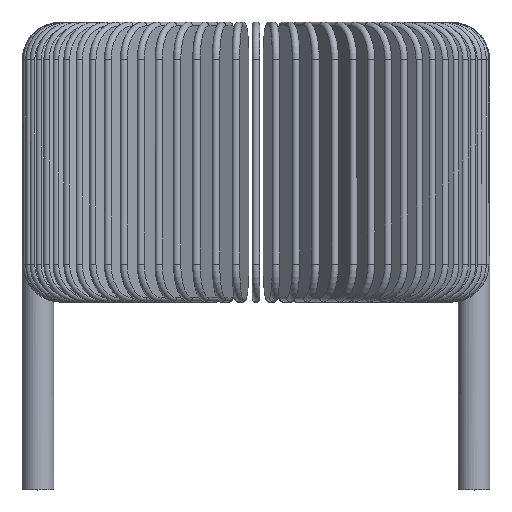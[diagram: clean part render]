
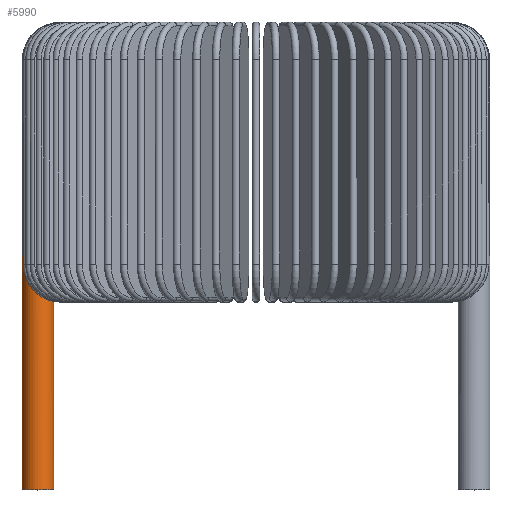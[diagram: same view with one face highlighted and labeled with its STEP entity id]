
A CAD part, top view. The second image highlights one B-rep face of the part: STEP entity #5990.
In plain terms, the highlighted cylindrical face has radius 0.533 mm (diameter 1.067 mm), a partial arc.
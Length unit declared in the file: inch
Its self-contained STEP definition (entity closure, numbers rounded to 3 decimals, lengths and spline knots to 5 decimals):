
#5126=CARTESIAN_POINT('',(-0.29,0.062,0.));
#5127=DIRECTION('',(0.,1.,0.));
#5128=DIRECTION('',(0.344,0.,0.939));
#5129=AXIS2_PLACEMENT_3D('',#5126,#5127,#5128);
#5131=CARTESIAN_POINT('',(-0.29,0.062,0.));
#5132=DIRECTION('',(0.,1.,0.));
#5133=DIRECTION('',(-1.,0.,0.));
#5134=AXIS2_PLACEMENT_3D('',#5131,#5132,#5133);
#5189=DIRECTION('',(0.,-1.,0.));
#5190=VECTOR('',#5189,0.25064);
#5191=CARTESIAN_POINT('',(-0.269,0.00064,0.));
#5192=LINE('',#5191,#5190);
#5298=DIRECTION('',(0.,-1.,0.));
#5299=VECTOR('',#5298,0.312);
#5300=CARTESIAN_POINT('',(-0.311,0.062,0.));
#5301=LINE('',#5300,#5299);
#5342=DIRECTION('',(0.,1.,0.));
#5343=VECTOR('',#5342,0.05617);
#5344=CARTESIAN_POINT('',(-0.2696,0.00583,0.005));
#5345=LINE('',#5344,#5343);
#5392=CARTESIAN_POINT('',(-0.269,0.00064,0.));
#5393=CARTESIAN_POINT('',(-0.269,0.00064,0.00037));
#5394=CARTESIAN_POINT('',(-0.26902,0.00073,
0.00109));
#5395=CARTESIAN_POINT('',(-0.2691,0.0011,
0.00214));
#5396=CARTESIAN_POINT('',(-0.26922,0.00172,
0.0031));
#5397=CARTESIAN_POINT('',(-0.26936,0.00253,
0.0039));
#5398=CARTESIAN_POINT('',(-0.26949,0.00352,
0.00452));
#5399=CARTESIAN_POINT('',(-0.26958,0.00467,
0.00491));
#5400=CARTESIAN_POINT('',(-0.2696,0.00544,0.005));
#5401=CARTESIAN_POINT('',(-0.2696,0.00583,0.005));
#5413=CARTESIAN_POINT('',(-0.29,-0.25,0.));
#5414=DIRECTION('',(0.,1.,0.));
#5415=DIRECTION('',(-1.,0.,0.));
#5416=AXIS2_PLACEMENT_3D('',#5413,#5414,#5415);
#5422=DIRECTION('',(0.,1.,0.));
#5423=VECTOR('',#5422,0.05101);
#5424=CARTESIAN_POINT('',(-0.28278,0.01099,
0.01972));
#5425=LINE('',#5424,#5423);
#5467=DIRECTION('',(0.,1.,0.));
#5468=VECTOR('',#5467,0.04219);
#5469=CARTESIAN_POINT('',(-0.29368,0.01981,
0.02067));
#5470=LINE('',#5469,#5468);
#5471=CARTESIAN_POINT('',(-0.28278,0.01099,
0.01972));
#5472=CARTESIAN_POINT('',(-0.28278,0.01084,
0.01972));
#5473=CARTESIAN_POINT('',(-0.28282,0.01057,
0.01973));
#5474=CARTESIAN_POINT('',(-0.28298,0.01022,
0.01979));
#5475=CARTESIAN_POINT('',(-0.28325,0.00996,
0.01989));
#5476=CARTESIAN_POINT('',(-0.28363,0.00979,
0.02001));
#5477=CARTESIAN_POINT('',(-0.28408,0.00973,
0.02015));
#5478=CARTESIAN_POINT('',(-0.28456,0.00976,
0.02028));
#5479=CARTESIAN_POINT('',(-0.28507,0.00986,
0.02042));
#5480=CARTESIAN_POINT('',(-0.28563,0.01003,
0.02054));
#5481=CARTESIAN_POINT('',(-0.28624,0.01028,
0.02066));
#5482=CARTESIAN_POINT('',(-0.28689,0.01061,
0.02077));
#5483=CARTESIAN_POINT('',(-0.28757,0.01102,
0.02086));
#5484=CARTESIAN_POINT('',(-0.28826,0.0115,
0.02093));
#5485=CARTESIAN_POINT('',(-0.28894,0.01203,
0.02098));
#5486=CARTESIAN_POINT('',(-0.2896,0.01261,
0.021));
#5487=CARTESIAN_POINT('',(-0.29023,0.01323,
0.021));
#5488=CARTESIAN_POINT('',(-0.29082,0.01388,
0.02099));
#5489=CARTESIAN_POINT('',(-0.29137,0.01455,
0.02096));
#5490=CARTESIAN_POINT('',(-0.29187,0.01523,
0.02092));
#5491=CARTESIAN_POINT('',(-0.29231,0.01591,
0.02087));
#5492=CARTESIAN_POINT('',(-0.29269,0.01659,
0.02083));
#5493=CARTESIAN_POINT('',(-0.29301,0.01723,
0.02078));
#5494=CARTESIAN_POINT('',(-0.29326,0.01784,
0.02075));
#5495=CARTESIAN_POINT('',(-0.29345,0.01839,
0.02072));
#5496=CARTESIAN_POINT('',(-0.29358,0.0189,
0.02069));
#5497=CARTESIAN_POINT('',(-0.29366,0.01937,
0.02068));
#5498=CARTESIAN_POINT('',(-0.29368,0.01966,
0.02067));
#5499=CARTESIAN_POINT('',(-0.29368,0.01981,
0.02067));
#5669=CARTESIAN_POINT('',(-0.269,-0.25,0.));
#5670=CARTESIAN_POINT('',(-0.311,-0.25,0.));
#5671=VERTEX_POINT('',#5669);
#5672=VERTEX_POINT('',#5670);
#5673=CARTESIAN_POINT('',(-0.311,0.062,0.));
#5674=VERTEX_POINT('',#5673);
#5684=CARTESIAN_POINT('',(-0.2696,0.062,0.005));
#5686=VERTEX_POINT('',#5684);
#5687=CARTESIAN_POINT('',(-0.2696,0.00583,0.005));
#5688=VERTEX_POINT('',#5687);
#5695=CARTESIAN_POINT('',(-0.28278,0.062,0.01972));
#5696=CARTESIAN_POINT('',(-0.29368,0.062,0.02067));
#5697=VERTEX_POINT('',#5695);
#5698=VERTEX_POINT('',#5696);
#5699=CARTESIAN_POINT('',(-0.29368,0.01981,
0.02067));
#5700=VERTEX_POINT('',#5699);
#5701=CARTESIAN_POINT('',(-0.28278,0.01099,
0.01972));
#5702=VERTEX_POINT('',#5701);
#5703=CARTESIAN_POINT('',(-0.269,0.00064,0.));
#5704=VERTEX_POINT('',#5703);
#5967=CARTESIAN_POINT('',(-0.29,0.062,0.));
#5968=DIRECTION('',(0.,1.,0.));
#5969=DIRECTION('',(1.,0.,0.));
#5970=AXIS2_PLACEMENT_3D('',#5967,#5968,#5969);
#5971=CYLINDRICAL_SURFACE('',#5970,0.021);
#5973=ORIENTED_EDGE('',*,*,#5972,.F.);
#5975=ORIENTED_EDGE('',*,*,#5974,.F.);
#5976=ORIENTED_EDGE('',*,*,#5828,.T.);
#5978=ORIENTED_EDGE('',*,*,#5977,.F.);
#5979=ORIENTED_EDGE('',*,*,#5824,.F.);
#5980=ORIENTED_EDGE('',*,*,#5776,.T.);
#5982=ORIENTED_EDGE('',*,*,#5981,.F.);
#5984=ORIENTED_EDGE('',*,*,#5983,.F.);
#5986=ORIENTED_EDGE('',*,*,#5985,.T.);
#5987=ORIENTED_EDGE('',*,*,#5772,.T.);
#5988=EDGE_LOOP('',(#5973,#5975,#5976,#5978,#5979,#5980,#5982,#5984,#5986,
#5987));
#5989=FACE_OUTER_BOUND('',#5988,.F.);
#5130=CIRCLE('',#5129,0.021);
#5135=CIRCLE('',#5134,0.021);
#5402=B_SPLINE_CURVE_WITH_KNOTS('',3,(#5392,#5393,#5394,#5395,#5396,#5397,#5398,
#5399,#5400,#5401),.UNSPECIFIED.,.F.,.F.,(4,1,1,1,1,1,1,4),(0.,
0.14286,0.28571,0.42857,0.57143,
0.71429,0.85714,1.),.UNSPECIFIED.);
#5417=CIRCLE('',#5416,0.021);
#5500=B_SPLINE_CURVE_WITH_KNOTS('',3,(#5471,#5472,#5473,#5474,#5475,#5476,#5477,
#5478,#5479,#5480,#5481,#5482,#5483,#5484,#5485,#5486,#5487,#5488,#5489,#5490,
#5491,#5492,#5493,#5494,#5495,#5496,#5497,#5498,#5499),.UNSPECIFIED.,.F.,.F.,(4,
1,1,1,1,1,1,1,1,1,1,1,1,1,1,1,1,1,1,1,1,1,1,1,1,1,4),(0.,0.03846,
0.07692,0.11538,0.15385,0.19231,
0.23077,0.26923,0.30769,0.34615,
0.38462,0.42308,0.46154,0.5,0.53846,
0.57692,0.61538,0.65385,0.69231,
0.73077,0.76923,0.80769,0.84615,
0.88462,0.92308,0.96154,1.),.UNSPECIFIED.);
#5772=EDGE_CURVE('',#5697,#5686,#5130,.T.);
#5776=EDGE_CURVE('',#5674,#5698,#5135,.T.);
#5824=EDGE_CURVE('',#5674,#5672,#5301,.T.);
#5828=EDGE_CURVE('',#5704,#5671,#5192,.T.);
#5972=EDGE_CURVE('',#5688,#5686,#5345,.T.);
#5974=EDGE_CURVE('',#5704,#5688,#5402,.T.);
#5977=EDGE_CURVE('',#5672,#5671,#5417,.T.);
#5981=EDGE_CURVE('',#5700,#5698,#5470,.T.);
#5983=EDGE_CURVE('',#5702,#5700,#5500,.T.);
#5985=EDGE_CURVE('',#5702,#5697,#5425,.T.);
#5990=ADVANCED_FACE('',(#5989),#5971,.T.);
